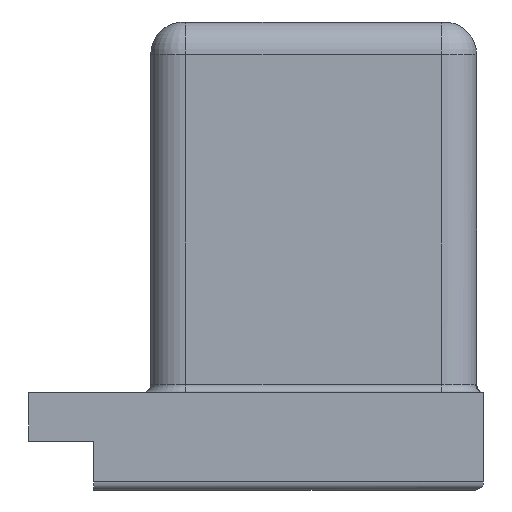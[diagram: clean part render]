
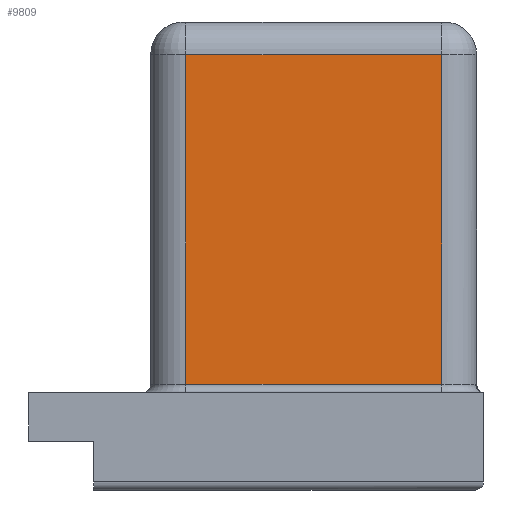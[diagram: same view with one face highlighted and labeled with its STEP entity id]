
A CAD part, front view. The second image highlights one B-rep face of the part: STEP entity #9809.
In plain terms, the highlighted planar face has unit normal (0, -1, 0).
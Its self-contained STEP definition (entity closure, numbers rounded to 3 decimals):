
#234 = DIRECTION ( 'NONE',  ( -1., 0., 0. ) ) ;
#320 = CARTESIAN_POINT ( 'NONE',  ( 57.273, -84.275, 14.4 ) ) ;
#537 = VECTOR ( 'NONE', #234, 1000. ) ;
#592 = FACE_OUTER_BOUND ( 'NONE', #8931, .T. ) ;
#728 = DIRECTION ( 'NONE',  ( 0., 0., -1. ) ) ;
#1031 = CARTESIAN_POINT ( 'NONE',  ( 49.398, -84.275, 13.4 ) ) ;
#1145 = CARTESIAN_POINT ( 'NONE',  ( 57.273, -84.275, 3.25 ) ) ;
#1241 = ORIENTED_EDGE ( 'NONE', *, *, #2052, .T. ) ;
#1506 = EDGE_CURVE ( 'NONE', #8803, #9701, #9488, .T. ) ;
#1900 = CARTESIAN_POINT ( 'NONE',  ( 49.398, -84.275, 13.4 ) ) ;
#2052 = EDGE_CURVE ( 'NONE', #3621, #9243, #6070, .T. ) ;
#2442 = ORIENTED_EDGE ( 'NONE', *, *, #1506, .F. ) ;
#2563 = LINE ( 'NONE', #1031, #537 ) ;
#2779 = DIRECTION ( 'NONE',  ( 0., 0., 1. ) ) ;
#2949 = EDGE_CURVE ( 'NONE', #9243, #9701, #6308, .T. ) ;
#3247 = VECTOR ( 'NONE', #728, 1000. ) ;
#3621 = VERTEX_POINT ( 'NONE', #1900 ) ;
#3722 = CARTESIAN_POINT ( 'NONE',  ( 49.398, -84.275, 14.4 ) ) ;
#3734 = DIRECTION ( 'NONE',  ( 0., 1., 0. ) ) ;
#4821 = CARTESIAN_POINT ( 'NONE',  ( 49.398, -84.275, 3.25 ) ) ;
#5294 = EDGE_CURVE ( 'NONE', #8803, #3621, #2563, .T. ) ;
#5377 = CARTESIAN_POINT ( 'NONE',  ( 57.273, -84.275, 13.4 ) ) ;
#6070 = LINE ( 'NONE', #3722, #3247 ) ;
#6308 = LINE ( 'NONE', #4821, #7277 ) ;
#7240 = VECTOR ( 'NONE', #8836, 1000. ) ;
#7277 = VECTOR ( 'NONE', #7843, 1000. ) ;
#7828 = ORIENTED_EDGE ( 'NONE', *, *, #2949, .T. ) ;
#7843 = DIRECTION ( 'NONE',  ( 1., 0., 0. ) ) ;
#7992 = CARTESIAN_POINT ( 'NONE',  ( 49.398, -84.275, 3.25 ) ) ;
#8264 = PLANE ( 'NONE',  #8451 ) ;
#8451 = AXIS2_PLACEMENT_3D ( 'NONE', #9768, #3734, #2779 ) ;
#8787 = ORIENTED_EDGE ( 'NONE', *, *, #5294, .T. ) ;
#8803 = VERTEX_POINT ( 'NONE', #5377 ) ;
#8836 = DIRECTION ( 'NONE',  ( 0., 0., -1. ) ) ;
#8931 = EDGE_LOOP ( 'NONE', ( #1241, #7828, #2442, #8787 ) ) ;
#9243 = VERTEX_POINT ( 'NONE', #7992 ) ;
#9488 = LINE ( 'NONE', #320, #7240 ) ;
#9701 = VERTEX_POINT ( 'NONE', #1145 ) ;
#9768 = CARTESIAN_POINT ( 'NONE',  ( 49.398, -84.275, 14.4 ) ) ;
#9809 = ADVANCED_FACE ( 'NONE', ( #592 ), #8264, .F. ) ;
